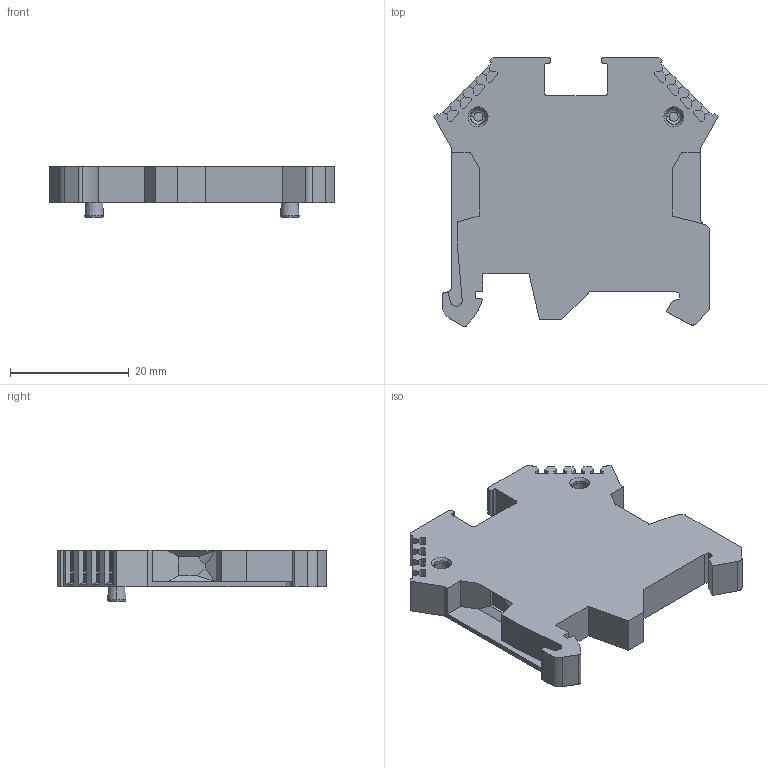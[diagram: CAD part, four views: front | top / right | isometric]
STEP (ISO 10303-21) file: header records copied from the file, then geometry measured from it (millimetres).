
FILE_DESCRIPTION(('STEP AP242'),'1');
FILE_NAME('815666.stp','2024-03-15T13:46:20',('TraceParts'),('TraceParts S.A.'),'Spatial InterOp 3D',' ',' ');
FILE_SCHEMA(('AP242_MANAGED_MODEL_BASED_3D_ENGINEERING_MIM_LF {1 0 10303 442 1 1 4}'));
Length unit declared in the file: millimetre
Products named in the file (1): 815666
Bounding box: 48 x 45.38 x 8.6 mm (x, y, z)
Volume: 8893.8 mm3; surface area: 5214.5 mm2
Topology: 1 solids, 1 shells, 282 faces, 748 edges, 474 vertices
Faces by surface type: plane 195, cylinder 55, cone 16, torus 12, sphere 4
Entity records: 8620 total; most frequent: CARTESIAN_POINT 1524, ORIENTED_EDGE 1488, DIRECTION 1457, EDGE_CURVE 744, LINE 587, VECTOR 587, VERTEX_POINT 474, AXIS2_PLACEMENT_3D 435
